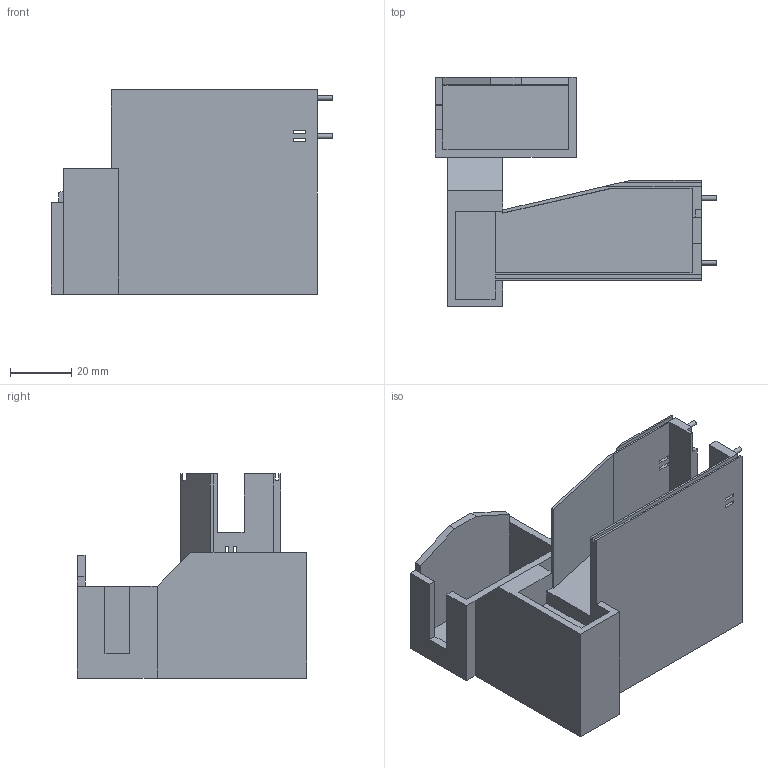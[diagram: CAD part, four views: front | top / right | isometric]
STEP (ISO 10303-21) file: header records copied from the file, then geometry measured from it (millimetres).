
FILE_DESCRIPTION(/* description */ (''),/* implementation_level */ '2;1');
FILE_NAME(/* name */ 'StructureCase.step',/* time_stamp */ '2020-06-06T10:56:54+02:00',/* author */ (''),/* organization */ (''),/* preprocessor_version */ 'ST-DEVELOPER v18.1',/* originating_system */ 'Autodesk Translation Framework v9.3.0.1241',/* authorisation */ '');
FILE_SCHEMA (('AUTOMOTIVE_DESIGN { 1 0 10303 214 3 1 1 }'));
Length unit declared in the file: millimetre
Products named in the file (1): NewStructure
Bounding box: 91.76 x 74.75 x 66.59 mm (x, y, z)
Volume: 122745 mm3; surface area: 36083.7 mm2
Topology: 1 solids, 1 shells, 97 faces, 264 edges, 173 vertices
Faces by surface type: plane 93, cylinder 4
Full cylindrical faces by diameter (mm): 1.5 x4
Entity records: 3058 total; most frequent: CARTESIAN_POINT 536, ORIENTED_EDGE 530, DIRECTION 469, EDGE_CURVE 265, LINE 257, VECTOR 257, VERTEX_POINT 173, EDGE_LOOP 113
